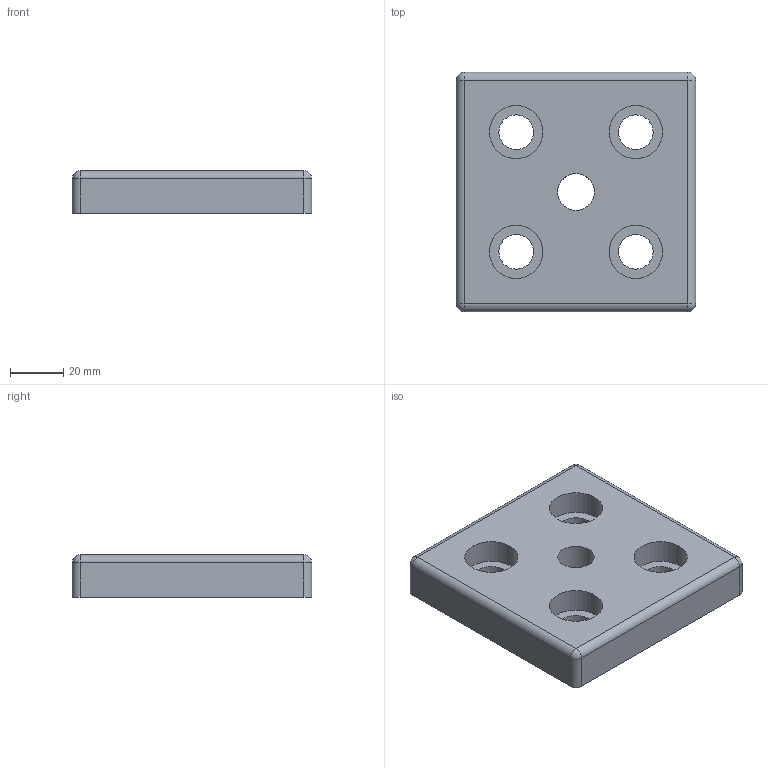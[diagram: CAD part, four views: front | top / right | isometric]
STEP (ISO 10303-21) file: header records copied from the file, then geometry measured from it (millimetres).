
FILE_DESCRIPTION((''),'2;1');
FILE_NAME('529092.stp','2011-02-04T06:18:00',('jaroslavr'),(''),'Autodesk Inventor 2010','Autodesk Inventor 2010','');
FILE_SCHEMA(('AUTOMOTIVE_DESIGN { 1 0 10303 214 1 1 1 1 }'));
Length unit declared in the file: millimetre
Products named in the file (1): 529092 529092
Bounding box: 90 x 90 x 16 mm (x, y, z)
Volume: 111370.6 mm3; surface area: 24138.7 mm2
Topology: 1 solids, 1 shells, 31 faces, 71 edges, 42 vertices
Faces by surface type: bspline 13, cylinder 8, plane 6, sphere 4
Entity records: 933 total; most frequent: CARTESIAN_POINT 289, DIRECTION 126, ORIENTED_EDGE 108, EDGE_CURVE 54, EDGE_LOOP 54, AXIS2_PLACEMENT_3D 53, VERTEX_POINT 38, CIRCLE 34
